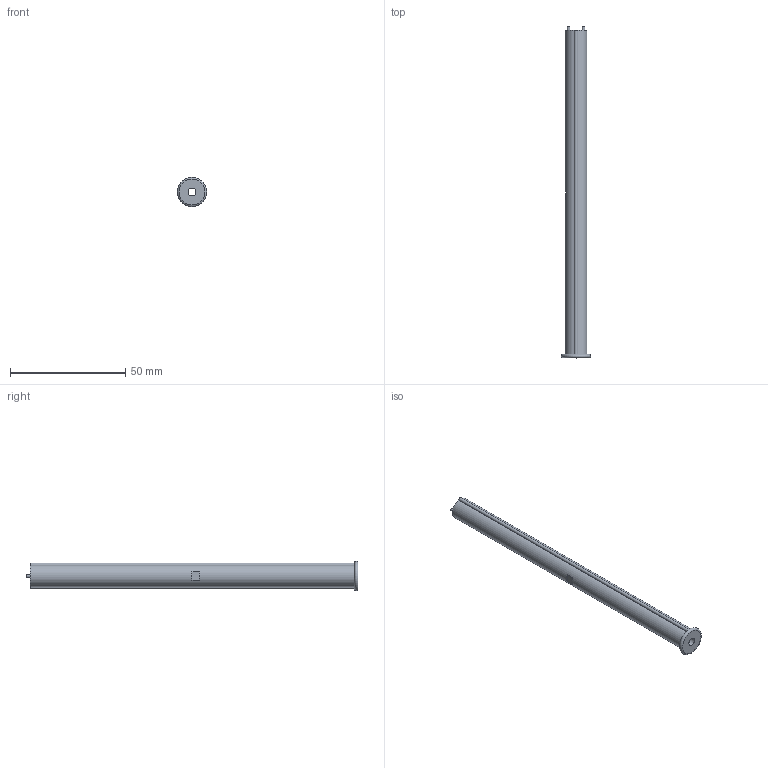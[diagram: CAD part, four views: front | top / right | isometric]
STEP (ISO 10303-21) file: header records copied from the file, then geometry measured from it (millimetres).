
FILE_DESCRIPTION(/* description */ (''),/* implementation_level */ '2;1');
FILE_NAME(/* name */ 'slider_bar_vr2.stp',/* time_stamp */ '2016-06-02T12:14:16-04:00',/* author */ (''),/* organization */ (''),/* preprocessor_version */ 'ST-DEVELOPER v16',/* originating_system */ 'SIEMENS PLM Software NX 10.0',/* authorisation */ '');
FILE_SCHEMA (('AUTOMOTIVE_DESIGN { 1 0 10303 214 3 1 1 1 }'));
Length unit declared in the file: inch
Products named in the file (1): slider_bar
Bounding box: 12.7 x 144.15 x 12.7 mm (x, y, z)
Volume: 9169.9 mm3; surface area: 6329.7 mm2
Topology: 1 solids, 1 shells, 21 faces, 46 edges, 30 vertices
Faces by surface type: plane 13, cylinder 7, torus 1
Full cylindrical faces by diameter (mm): 1.27 x2, 3.454 x1
Entity records: 586 total; most frequent: DIRECTION 106, CARTESIAN_POINT 92, ORIENTED_EDGE 82, AXIS2_PLACEMENT_3D 43, EDGE_CURVE 41, EDGE_LOOP 30, VERTEX_POINT 29, ADVANCED_FACE 21
